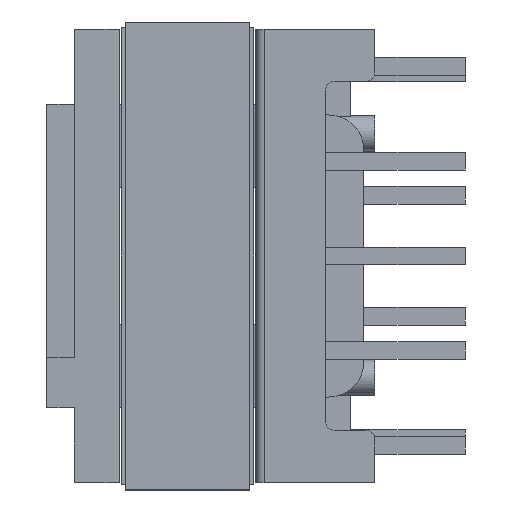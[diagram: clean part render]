
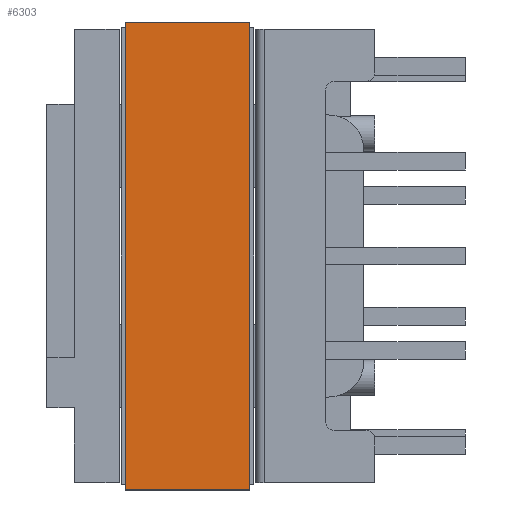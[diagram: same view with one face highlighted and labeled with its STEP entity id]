
A CAD part, left-side view. The second image highlights one B-rep face of the part: STEP entity #6303.
In plain terms, the highlighted planar face has unit normal (-1, 0, 0).
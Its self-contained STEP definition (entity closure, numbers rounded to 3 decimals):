
#397 = VECTOR ( 'NONE', #3800, 1000. ) ;
#941 = EDGE_CURVE ( 'NONE', #4604, #5302, #2897, .T. ) ;
#1385 = VECTOR ( 'NONE', #2381, 1000. ) ;
#1524 = CARTESIAN_POINT ( 'NONE',  ( -0.16, 0.16, -3.56 ) ) ;
#2207 = ORIENTED_EDGE ( 'NONE', *, *, #4991, .F. ) ;
#2231 = CARTESIAN_POINT ( 'NONE',  ( -0.16, -13.26, -3.56 ) ) ;
#2381 = DIRECTION ( 'NONE',  ( 0., -1., 0. ) ) ;
#2897 = LINE ( 'NONE', #2231, #1385 ) ;
#3012 = DIRECTION ( 'NONE',  ( -1., 0., 0. ) ) ;
#3260 = EDGE_CURVE ( 'NONE', #5937, #3802, #5493, .T. ) ;
#3537 = PLANE ( 'NONE',  #7303 ) ;
#3754 = VECTOR ( 'NONE', #4092, 1000. ) ;
#3800 = DIRECTION ( 'NONE',  ( 0., 0., 1. ) ) ;
#3802 = VERTEX_POINT ( 'NONE', #4334 ) ;
#3846 = ORIENTED_EDGE ( 'NONE', *, *, #6863, .T. ) ;
#4092 = DIRECTION ( 'NONE',  ( 0., 0., 1. ) ) ;
#4334 = CARTESIAN_POINT ( 'NONE',  ( -0.16, -13.26, 0. ) ) ;
#4345 = CARTESIAN_POINT ( 'NONE',  ( -0.16, 0.16, 0. ) ) ;
#4546 = CARTESIAN_POINT ( 'NONE',  ( -0.16, 0.16, -3.56 ) ) ;
#4604 = VERTEX_POINT ( 'NONE', #4546 ) ;
#4828 = FACE_OUTER_BOUND ( 'NONE', #5570, .T. ) ;
#4882 = ORIENTED_EDGE ( 'NONE', *, *, #3260, .F. ) ;
#4990 = ORIENTED_EDGE ( 'NONE', *, *, #941, .T. ) ;
#4991 = EDGE_CURVE ( 'NONE', #4604, #5937, #6411, .T. ) ;
#5302 = VERTEX_POINT ( 'NONE', #5748 ) ;
#5493 = LINE ( 'NONE', #5811, #7004 ) ;
#5554 = DIRECTION ( 'NONE',  ( 0., -1., 0. ) ) ;
#5570 = EDGE_LOOP ( 'NONE', ( #4882, #2207, #4990, #3846 ) ) ;
#5748 = CARTESIAN_POINT ( 'NONE',  ( -0.16, -13.26, -3.56 ) ) ;
#5784 = CARTESIAN_POINT ( 'NONE',  ( -0.16, -13.26, -3.56 ) ) ;
#5811 = CARTESIAN_POINT ( 'NONE',  ( -0.16, -13.26, 0. ) ) ;
#5937 = VERTEX_POINT ( 'NONE', #4345 ) ;
#6303 = ADVANCED_FACE ( 'NONE', ( #4828 ), #3537, .T. ) ;
#6397 = CARTESIAN_POINT ( 'NONE',  ( -0.16, -13.26, -3.56 ) ) ;
#6411 = LINE ( 'NONE', #1524, #397 ) ;
#6761 = LINE ( 'NONE', #5784, #3754 ) ;
#6863 = EDGE_CURVE ( 'NONE', #5302, #3802, #6761, .T. ) ;
#6950 = DIRECTION ( 'NONE',  ( 0., -1., 0. ) ) ;
#7004 = VECTOR ( 'NONE', #5554, 1000. ) ;
#7303 = AXIS2_PLACEMENT_3D ( 'NONE', #6397, #3012, #6950 ) ;
